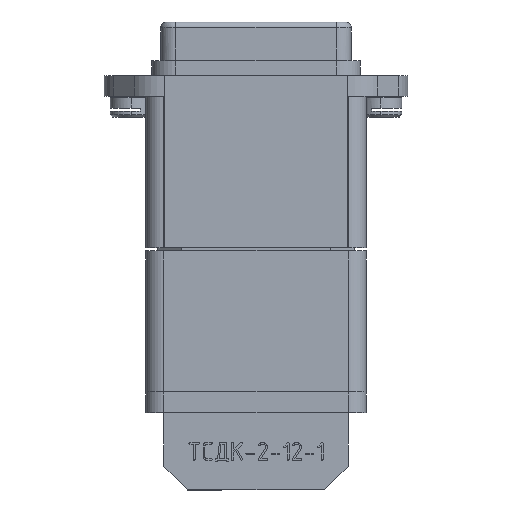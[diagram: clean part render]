
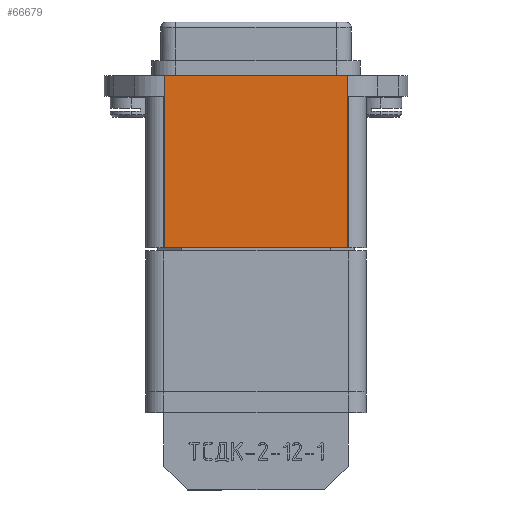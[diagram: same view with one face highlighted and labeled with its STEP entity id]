
A CAD part, front view. The second image highlights one B-rep face of the part: STEP entity #66679.
In plain terms, the highlighted planar face has unit normal (0, -1, 0).
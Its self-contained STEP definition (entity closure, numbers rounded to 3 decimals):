
#663 = CARTESIAN_POINT ( 'NONE',  ( -12.467, 0.791, 3.5 ) ) ;
#5292 = VERTEX_POINT ( 'NONE', #35867 ) ;
#6549 = CARTESIAN_POINT ( 'NONE',  ( -12.467, 0.791, 3.5 ) ) ;
#6864 = EDGE_CURVE ( 'NONE', #13635, #5292, #74393, .T. ) ;
#8728 = ORIENTED_EDGE ( 'NONE', *, *, #6864, .T. ) ;
#10080 = VECTOR ( 'NONE', #11414, 1000. ) ;
#11414 = DIRECTION ( 'NONE',  ( 0., 0., 1. ) ) ;
#11934 = VECTOR ( 'NONE', #33404, 1000. ) ;
#12368 = PLANE ( 'NONE',  #75542 ) ;
#12618 = DIRECTION ( 'NONE',  ( 0., 0., 1. ) ) ;
#13635 = VERTEX_POINT ( 'NONE', #67964 ) ;
#13806 = LINE ( 'NONE', #27282, #11934 ) ;
#26783 = EDGE_CURVE ( 'NONE', #72760, #5292, #48633, .T. ) ;
#27282 = CARTESIAN_POINT ( 'NONE',  ( -2.436, 0.791, 3.5 ) ) ;
#33404 = DIRECTION ( 'NONE',  ( 0., 0., -1. ) ) ;
#35867 = CARTESIAN_POINT ( 'NONE',  ( 28.502, 0.791, 3.5 ) ) ;
#37235 = CARTESIAN_POINT ( 'NONE',  ( -2.436, 0.791, -25.5 ) ) ;
#39302 = FACE_OUTER_BOUND ( 'NONE', #58261, .T. ) ;
#39510 = CARTESIAN_POINT ( 'NONE',  ( 31.533, 0.791, -25.5 ) ) ;
#44384 = LINE ( 'NONE', #39510, #60453 ) ;
#47040 = CARTESIAN_POINT ( 'NONE',  ( 28.502, 0.791, 3.5 ) ) ;
#48633 = LINE ( 'NONE', #663, #62828 ) ;
#48856 = DIRECTION ( 'NONE',  ( 0., 1., 0. ) ) ;
#49047 = DIRECTION ( 'NONE',  ( 1., 0., 0. ) ) ;
#49650 = CARTESIAN_POINT ( 'NONE',  ( -2.436, 0.791, 3.5 ) ) ;
#53869 = ORIENTED_EDGE ( 'NONE', *, *, #60048, .T. ) ;
#57852 = DIRECTION ( 'NONE',  ( 1., 0., 0. ) ) ;
#58261 = EDGE_LOOP ( 'NONE', ( #66698, #53869, #62236, #8728 ) ) ;
#60048 = EDGE_CURVE ( 'NONE', #72760, #60328, #13806, .T. ) ;
#60328 = VERTEX_POINT ( 'NONE', #37235 ) ;
#60453 = VECTOR ( 'NONE', #57852, 1000. ) ;
#62236 = ORIENTED_EDGE ( 'NONE', *, *, #69046, .T. ) ;
#62828 = VECTOR ( 'NONE', #49047, 1000. ) ;
#66679 = ADVANCED_FACE ( 'NONE', ( #39302 ), #12368, .F. ) ;
#66698 = ORIENTED_EDGE ( 'NONE', *, *, #26783, .F. ) ;
#67964 = CARTESIAN_POINT ( 'NONE',  ( 28.502, 0.791, -25.5 ) ) ;
#69046 = EDGE_CURVE ( 'NONE', #60328, #13635, #44384, .T. ) ;
#72760 = VERTEX_POINT ( 'NONE', #49650 ) ;
#74393 = LINE ( 'NONE', #47040, #10080 ) ;
#75542 = AXIS2_PLACEMENT_3D ( 'NONE', #6549, #48856, #12618 ) ;
